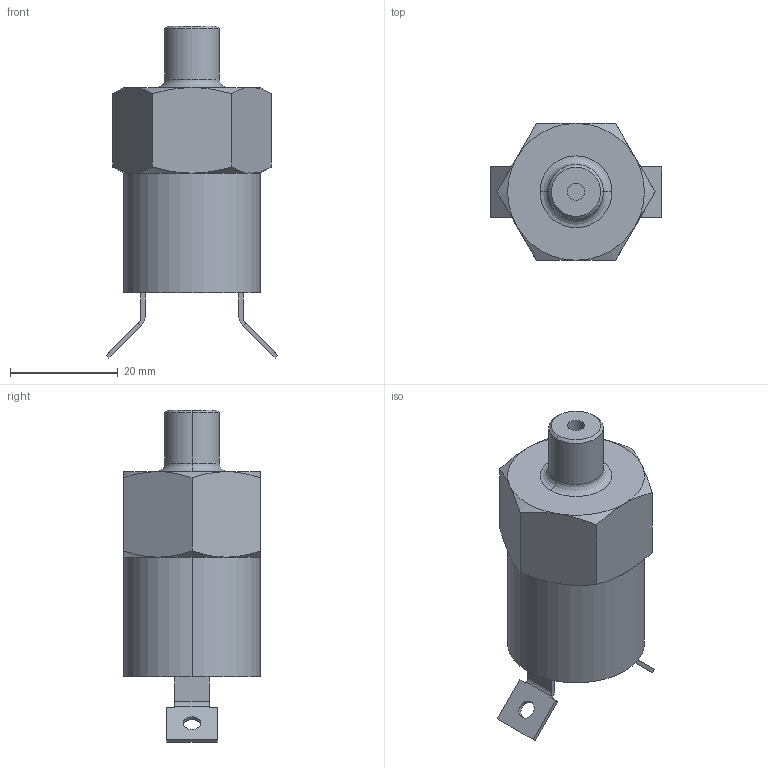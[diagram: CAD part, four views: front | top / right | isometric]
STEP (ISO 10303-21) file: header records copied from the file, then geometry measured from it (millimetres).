
FILE_DESCRIPTION((''),'2;1');
FILE_NAME('pressureswitch2.stp','2003-01-19T15:47:30',('t8558es'),(''),'Autodesk Inventor (tm) 5.0','Autodesk Inventor (tm) 5.0','');
FILE_SCHEMA(('CONFIG_CONTROL_DESIGN'));
Length unit declared in the file: inch
Products named in the file (1): pressureswitch2
Bounding box: 31.89 x 25.4 x 61.61 mm (x, y, z)
Volume: 20986.6 mm3; surface area: 5346.7 mm2
Topology: 1 solids, 1 shells, 62 faces, 152 edges, 96 vertices
Faces by surface type: bspline 25, plane 21, cylinder 8, cone 8
Entity records: 2131 total; most frequent: CARTESIAN_POINT 684, ORIENTED_EDGE 304, DIRECTION 250, EDGE_CURVE 152, VERTEX_POINT 96, AXIS2_PLACEMENT_3D 84, VECTOR 82, LINE 82
